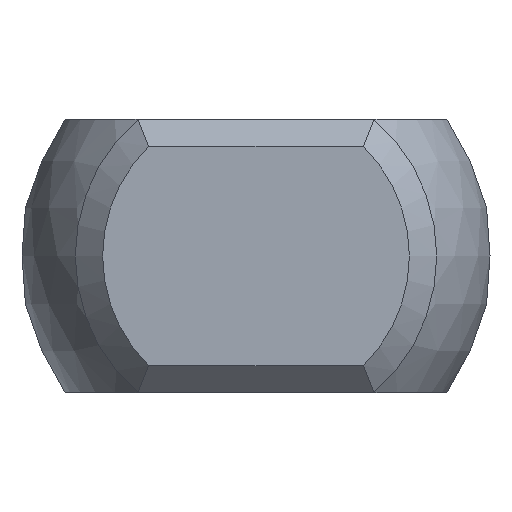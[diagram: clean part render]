
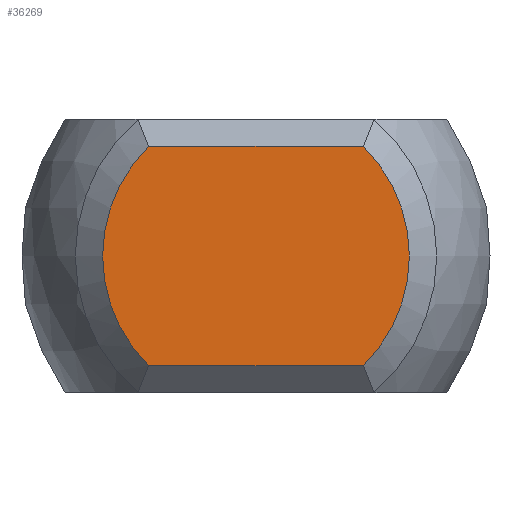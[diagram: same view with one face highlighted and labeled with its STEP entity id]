
A CAD part, left-side view. The second image highlights one B-rep face of the part: STEP entity #36269.
In plain terms, the highlighted planar face has unit normal (-1, 0, 0).
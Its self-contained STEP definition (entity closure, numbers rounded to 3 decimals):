
#34672 = PLANE('',#34673);
#34673 = AXIS2_PLACEMENT_3D('',#34674,#34675,#34676);
#34674 = CARTESIAN_POINT('',(-24.75,3.125,2.25));
#34675 = DIRECTION('',(-0.707,0.,0.707));
#34676 = DIRECTION('',(0.707,0.,0.707));
#35913 = EDGE_CURVE('',#35914,#35916,#35918,.T.);
#35914 = VERTEX_POINT('',#35915);
#35915 = CARTESIAN_POINT('',(-25.,-1.96,-2.));
#35916 = VERTEX_POINT('',#35917);
#35917 = CARTESIAN_POINT('',(-25.,1.96,-2.));
#35918 = SURFACE_CURVE('',#35919,(#35923,#35935),.PCURVE_S1.);
#35919 = LINE('',#35920,#35921);
#35920 = CARTESIAN_POINT('',(-25.,-3.125,-2.));
#35921 = VECTOR('',#35922,1.);
#35922 = DIRECTION('',(0.,1.,0.));
#35923 = PCURVE('',#35924,#35929);
#35924 = PLANE('',#35925);
#35925 = AXIS2_PLACEMENT_3D('',#35926,#35927,#35928);
#35926 = CARTESIAN_POINT('',(-24.75,-3.125,-2.25));
#35927 = DIRECTION('',(-0.707,0.,
    -0.707));
#35928 = DIRECTION('',(-0.707,0.,0.707));
#35929 = DEFINITIONAL_REPRESENTATION('',(#35930),#35934);
#35930 = LINE('',#35931,#35932);
#35931 = CARTESIAN_POINT('',(0.354,0.));
#35932 = VECTOR('',#35933,1.);
#35933 = DIRECTION('',(0.,1.));
#35934 = ( GEOMETRIC_REPRESENTATION_CONTEXT(2) 
PARAMETRIC_REPRESENTATION_CONTEXT() REPRESENTATION_CONTEXT('2D SPACE',''
  ) );
#35935 = PCURVE('',#35936,#35941);
#35936 = PLANE('',#35937);
#35937 = AXIS2_PLACEMENT_3D('',#35938,#35939,#35940);
#35938 = CARTESIAN_POINT('',(-25.,0.,0.));
#35939 = DIRECTION('',(1.,0.,0.));
#35940 = DIRECTION('',(0.,0.,-1.));
#35941 = DEFINITIONAL_REPRESENTATION('',(#35942),#35946);
#35942 = LINE('',#35943,#35944);
#35943 = CARTESIAN_POINT('',(2.,-3.125));
#35944 = VECTOR('',#35945,1.);
#35945 = DIRECTION('',(0.,1.));
#35946 = ( GEOMETRIC_REPRESENTATION_CONTEXT(2) 
PARAMETRIC_REPRESENTATION_CONTEXT() REPRESENTATION_CONTEXT('2D SPACE',''
  ) );
#35966 = CONICAL_SURFACE('',#35967,3.05,0.785);
#35967 = AXIS2_PLACEMENT_3D('',#35968,#35969,#35970);
#35968 = CARTESIAN_POINT('',(-24.75,0.,0.));
#35969 = DIRECTION('',(1.,0.,0.));
#35970 = DIRECTION('',(-0.,1.,0.));
#36016 = CONICAL_SURFACE('',#36017,3.05,0.785);
#36017 = AXIS2_PLACEMENT_3D('',#36018,#36019,#36020);
#36018 = CARTESIAN_POINT('',(-24.75,0.,0.));
#36019 = DIRECTION('',(1.,0.,0.));
#36020 = DIRECTION('',(0.,-1.,0.));
#36030 = EDGE_CURVE('',#36031,#36033,#36035,.T.);
#36031 = VERTEX_POINT('',#36032);
#36032 = CARTESIAN_POINT('',(-25.,1.96,2.));
#36033 = VERTEX_POINT('',#36034);
#36034 = CARTESIAN_POINT('',(-25.,-1.96,2.));
#36035 = SURFACE_CURVE('',#36036,(#36040,#36047),.PCURVE_S1.);
#36036 = LINE('',#36037,#36038);
#36037 = CARTESIAN_POINT('',(-25.,3.125,2.));
#36038 = VECTOR('',#36039,1.);
#36039 = DIRECTION('',(0.,-1.,0.));
#36040 = PCURVE('',#34672,#36041);
#36041 = DEFINITIONAL_REPRESENTATION('',(#36042),#36046);
#36042 = LINE('',#36043,#36044);
#36043 = CARTESIAN_POINT('',(-0.354,0.));
#36044 = VECTOR('',#36045,1.);
#36045 = DIRECTION('',(0.,-1.));
#36046 = ( GEOMETRIC_REPRESENTATION_CONTEXT(2) 
PARAMETRIC_REPRESENTATION_CONTEXT() REPRESENTATION_CONTEXT('2D SPACE',''
  ) );
#36047 = PCURVE('',#35936,#36048);
#36048 = DEFINITIONAL_REPRESENTATION('',(#36049),#36053);
#36049 = LINE('',#36050,#36051);
#36050 = CARTESIAN_POINT('',(-2.,3.125));
#36051 = VECTOR('',#36052,1.);
#36052 = DIRECTION('',(0.,-1.));
#36053 = ( GEOMETRIC_REPRESENTATION_CONTEXT(2) 
PARAMETRIC_REPRESENTATION_CONTEXT() REPRESENTATION_CONTEXT('2D SPACE',''
  ) );
#36126 = EDGE_CURVE('',#36033,#35914,#36127,.T.);
#36127 = SURFACE_CURVE('',#36128,(#36133,#36140),.PCURVE_S1.);
#36128 = CIRCLE('',#36129,2.8);
#36129 = AXIS2_PLACEMENT_3D('',#36130,#36131,#36132);
#36130 = CARTESIAN_POINT('',(-25.,0.,0.));
#36131 = DIRECTION('',(1.,0.,0.));
#36132 = DIRECTION('',(0.,-1.,0.));
#36133 = PCURVE('',#36016,#36134);
#36134 = DEFINITIONAL_REPRESENTATION('',(#36135),#36139);
#36135 = LINE('',#36136,#36137);
#36136 = CARTESIAN_POINT('',(-6.283,-0.25));
#36137 = VECTOR('',#36138,1.);
#36138 = DIRECTION('',(1.,0.));
#36139 = ( GEOMETRIC_REPRESENTATION_CONTEXT(2) 
PARAMETRIC_REPRESENTATION_CONTEXT() REPRESENTATION_CONTEXT('2D SPACE',''
  ) );
#36140 = PCURVE('',#35936,#36141);
#36141 = DEFINITIONAL_REPRESENTATION('',(#36142),#36146);
#36142 = CIRCLE('',#36143,2.8);
#36143 = AXIS2_PLACEMENT_2D('',#36144,#36145);
#36144 = CARTESIAN_POINT('',(0.,0.));
#36145 = DIRECTION('',(0.,-1.));
#36146 = ( GEOMETRIC_REPRESENTATION_CONTEXT(2) 
PARAMETRIC_REPRESENTATION_CONTEXT() REPRESENTATION_CONTEXT('2D SPACE',''
  ) );
#36152 = EDGE_CURVE('',#35916,#36031,#36153,.T.);
#36153 = SURFACE_CURVE('',#36154,(#36159,#36166),.PCURVE_S1.);
#36154 = CIRCLE('',#36155,2.8);
#36155 = AXIS2_PLACEMENT_3D('',#36156,#36157,#36158);
#36156 = CARTESIAN_POINT('',(-25.,0.,0.));
#36157 = DIRECTION('',(1.,0.,0.));
#36158 = DIRECTION('',(-0.,1.,0.));
#36159 = PCURVE('',#35966,#36160);
#36160 = DEFINITIONAL_REPRESENTATION('',(#36161),#36165);
#36161 = LINE('',#36162,#36163);
#36162 = CARTESIAN_POINT('',(0.,-0.25));
#36163 = VECTOR('',#36164,1.);
#36164 = DIRECTION('',(1.,0.));
#36165 = ( GEOMETRIC_REPRESENTATION_CONTEXT(2) 
PARAMETRIC_REPRESENTATION_CONTEXT() REPRESENTATION_CONTEXT('2D SPACE',''
  ) );
#36166 = PCURVE('',#35936,#36167);
#36167 = DEFINITIONAL_REPRESENTATION('',(#36168),#36172);
#36168 = CIRCLE('',#36169,2.8);
#36169 = AXIS2_PLACEMENT_2D('',#36170,#36171);
#36170 = CARTESIAN_POINT('',(0.,0.));
#36171 = DIRECTION('',(0.,1.));
#36172 = ( GEOMETRIC_REPRESENTATION_CONTEXT(2) 
PARAMETRIC_REPRESENTATION_CONTEXT() REPRESENTATION_CONTEXT('2D SPACE',''
  ) );
#36269 = ADVANCED_FACE('',(#36270),#35936,.F.);
#36270 = FACE_BOUND('',#36271,.T.);
#36271 = EDGE_LOOP('',(#36272,#36273,#36274,#36275));
#36272 = ORIENTED_EDGE('',*,*,#36030,.F.);
#36273 = ORIENTED_EDGE('',*,*,#36152,.F.);
#36274 = ORIENTED_EDGE('',*,*,#35913,.F.);
#36275 = ORIENTED_EDGE('',*,*,#36126,.F.);
